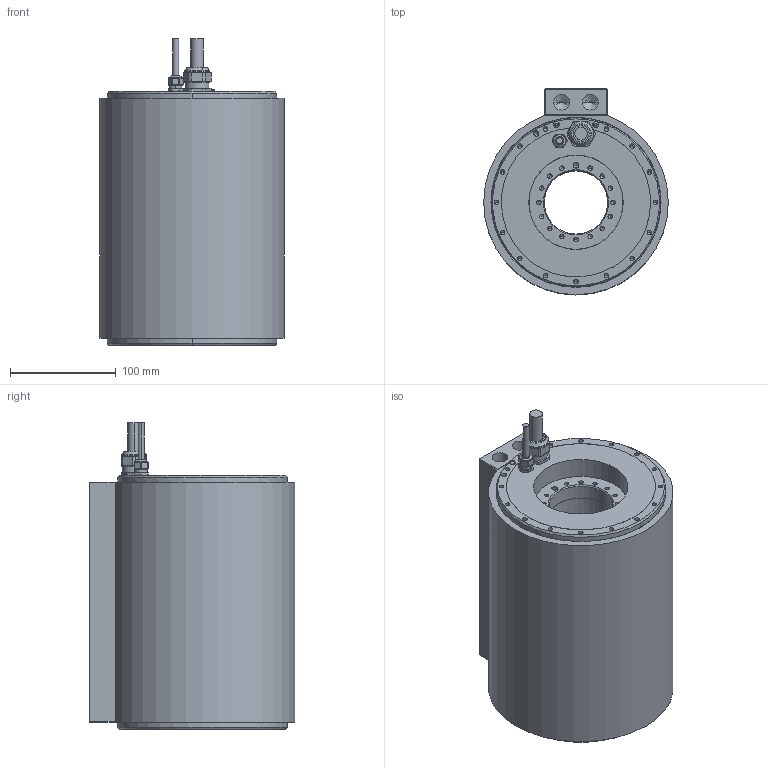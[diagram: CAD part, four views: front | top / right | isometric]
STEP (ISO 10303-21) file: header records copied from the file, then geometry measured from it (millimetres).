
FILE_DESCRIPTION((''),'2;1');
FILE_NAME('1219972-22_ASM','2018-10-16T',('CH5533'),(''),'PRO/ENGINEER BY PARAMETRIC TECHNOLOGY CORPORATION, 2014000','PRO/ENGINEER BY PARAMETRIC TECHNOLOGY CORPORATION, 2014000','');
FILE_SCHEMA(('CONFIG_CONTROL_DESIGN'));
Length unit declared in the file: millimetre
Products named in the file (3): PRT0001; PRT0002; 1219972-22_ASM
Assembly tree (2 placements, depth 2):
  1219972-22_ASM
    PRT0001
    PRT0002
Bounding box: 174.5 x 194.36 x 289.8 mm (x, y, z)
Volume: 5133210.1 mm3; surface area: 380511.3 mm2
Topology: 2 solids, 23 shells, 853 faces, 2020 edges, 1204 vertices
Faces by surface type: cylinder 373, plane 236, cone 190, torus 50, sphere 4
Entity records: 26978 total; most frequent: DIRECTION 4531, CARTESIAN_POINT 4115, ORIENTED_EDGE 3772, EDGE_CURVE 1886, AXIS2_PLACEMENT_3D 1820, VERTEX_POINT 1204, EDGE_LOOP 1024, CIRCLE 962
